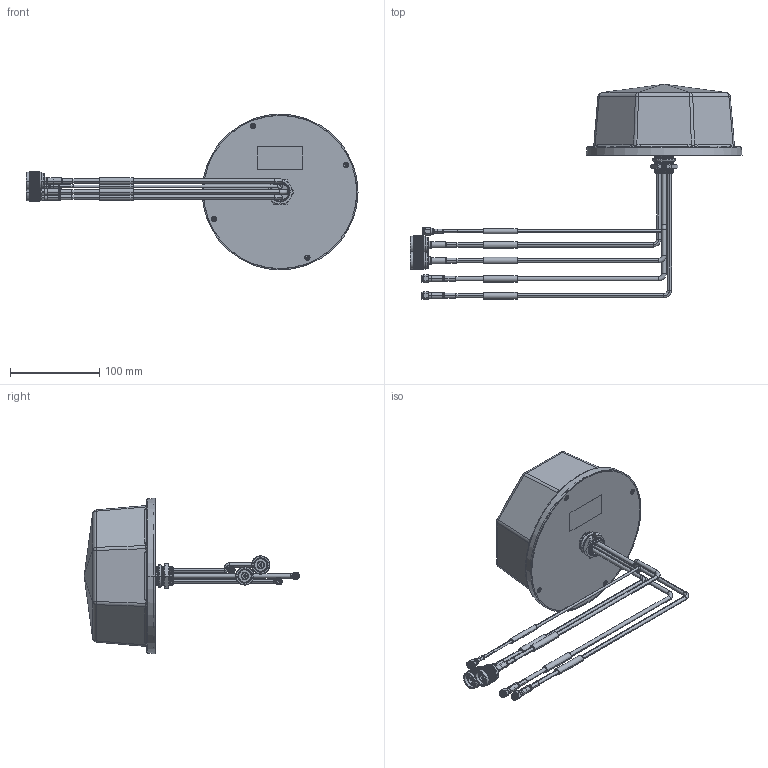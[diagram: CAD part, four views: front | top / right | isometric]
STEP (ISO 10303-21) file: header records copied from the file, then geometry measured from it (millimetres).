
FILE_DESCRIPTION (( 'STEP AP214' ), '1' );
FILE_NAME ('FMANOM1110_3D.step', '2023-08-04T21:53:26', ( '' ), ( '' ), 'SwSTEP 2.0', 'SolidWorks 2022', '' );
FILE_SCHEMA (( 'AUTOMOTIVE_DESIGN' ));
Length unit declared in the file: inch
Products named in the file (12): PE4769_WI-FI^CB221YD_FMANOM1110; LUOMU_M22^CB221YD_FMANOM1110; CB221YD^FMANOM1110; CB421YD_02^CB221YD_FMANOM1110; PE4003 ¦ SC7059^CB221YD_FMANOM1110_heat shrink; KA3X10^CB221YD_FMANOM1110; CB441YD_01^CB221YD_FMANOM1110; PE4329^CB221YD_FMANOM1110_CRIMPED; CB421YD_01^CB221YD_FMANOM1110; FMANOM1110_3D; wires^CB221YD_FMANOM1110; O-26X3^CB221YD_FMANOM1110
Assembly tree (16 placements, depth 3):
  FMANOM1110_3D
    CB221YD^FMANOM1110
      CB441YD_01^CB221YD_FMANOM1110
      CB421YD_01^CB221YD_FMANOM1110
      CB421YD_02^CB221YD_FMANOM1110
      KA3X10^CB221YD_FMANOM1110  x4
      wires^CB221YD_FMANOM1110
      O-26X3^CB221YD_FMANOM1110
      LUOMU_M22^CB221YD_FMANOM1110
      PE4003 ¦ SC7059^CB221YD_FMANOM1110_heat shrink
      PE4329^CB221YD_FMANOM1110_CRIMPED  x2
      PE4769_WI-FI^CB221YD_FMANOM1110  x2
Bounding box: 372.83 x 242.05 x 175 mm (x, y, z)
Volume: 220284.2 mm3; surface area: 210685.6 mm2
Topology: 21 solids, 24 shells, 5886 faces, 12938 edges, 7156 vertices
Faces by surface type: bspline 3713, cylinder 1505, plane 314, cone 232, torus 114, sphere 8
Entity records: 128964 total; most frequent: CARTESIAN_POINT 79231, ORIENTED_EDGE 13902, EDGE_CURVE 6951, DIRECTION 5188, VERTEX_POINT 3868, EDGE_LOOP 3227, FACE_OUTER_BOUND 3162, ADVANCED_FACE 3162
